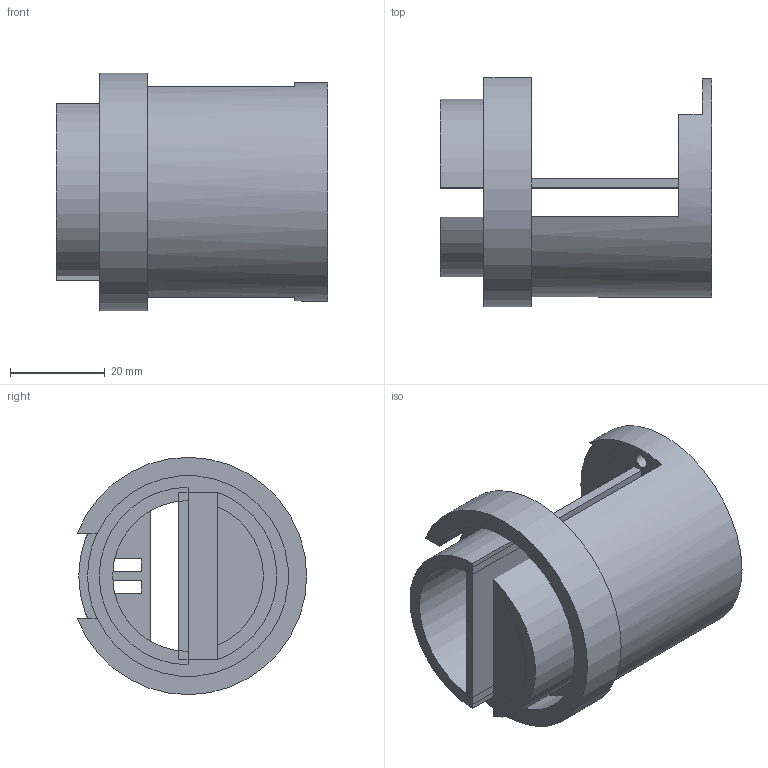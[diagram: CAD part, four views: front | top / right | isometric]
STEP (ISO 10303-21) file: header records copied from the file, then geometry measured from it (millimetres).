
FILE_DESCRIPTION(/* description */ (''),/* implementation_level */ '2;1');
FILE_NAME(/* name */ 'esp32-endcap.step',/* time_stamp */ '2024-06-05T10:23:22+10:00',/* author */ (''),/* organization */ (''),/* preprocessor_version */ 'ST-DEVELOPER v20',/* originating_system */ 'Autodesk Translation Framework v13.14.0.145',/* authorisation */ '');
FILE_SCHEMA (('AUTOMOTIVE_DESIGN { 1 0 10303 214 3 1 1 }'));
Length unit declared in the file: millimetre
Products named in the file (3): esp32-board; pvc-connector; main-body
Assembly tree (2 placements, depth 2):
  esp32-board
    pvc-connector
    main-body
Bounding box: 57.2 x 48.32 x 50 mm (x, y, z)
Volume: 43102 mm3; surface area: 21071.8 mm2
Topology: 2 solids, 2 shells, 51 faces, 133 edges, 88 vertices
Faces by surface type: plane 38, cylinder 13
Full cylindrical faces by diameter (mm): 3 x2, 4.5 x2, 46 x1
Entity records: 1670 total; most frequent: CARTESIAN_POINT 277, DIRECTION 275, ORIENTED_EDGE 266, EDGE_CURVE 133, LINE 103, VECTOR 103, VERTEX_POINT 88, AXIS2_PLACEMENT_3D 86
